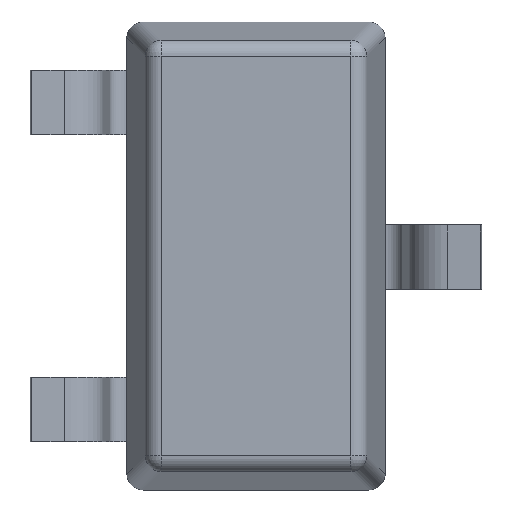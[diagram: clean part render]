
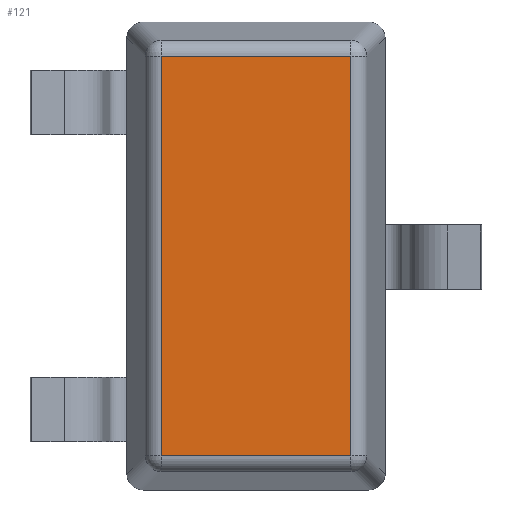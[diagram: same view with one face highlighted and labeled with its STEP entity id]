
A CAD part, front view. The second image highlights one B-rep face of the part: STEP entity #121.
In plain terms, the highlighted planar face has unit normal (0, -1, 0).
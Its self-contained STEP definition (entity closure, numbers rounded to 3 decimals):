
#4 = EDGE_CURVE ( 'NONE', #1582, #912, #744, .T. ) ;
#45 = PLANE ( 'NONE',  #538 ) ;
#121 = ADVANCED_FACE ( 'NONE', ( #1240 ), #45, .T. ) ;
#188 = CARTESIAN_POINT ( 'NONE',  ( -0.588, 0.15, -1.322 ) ) ;
#233 = DIRECTION ( 'NONE',  ( 0., 0., -1. ) ) ;
#332 = CARTESIAN_POINT ( 'NONE',  ( 0.588, 0.15, 1.322 ) ) ;
#522 = ORIENTED_EDGE ( 'NONE', *, *, #903, .T. ) ;
#538 = AXIS2_PLACEMENT_3D ( 'NONE', #651, #2165, #1779 ) ;
#651 = CARTESIAN_POINT ( 'NONE',  ( 0., 0.15, 0. ) ) ;
#664 = VERTEX_POINT ( 'NONE', #2382 ) ;
#744 = LINE ( 'NONE', #2297, #1326 ) ;
#768 = ORIENTED_EDGE ( 'NONE', *, *, #1656, .T. ) ;
#886 = LINE ( 'NONE', #332, #1200 ) ;
#903 = EDGE_CURVE ( 'NONE', #664, #1292, #2093, .T. ) ;
#912 = VERTEX_POINT ( 'NONE', #1152 ) ;
#1037 = VECTOR ( 'NONE', #1131, 1000. ) ;
#1080 = ORIENTED_EDGE ( 'NONE', *, *, #4, .T. ) ;
#1131 = DIRECTION ( 'NONE',  ( -1., 0., 0. ) ) ;
#1152 = CARTESIAN_POINT ( 'NONE',  ( 0.588, 0.15, -1.238 ) ) ;
#1192 = EDGE_CURVE ( 'NONE', #912, #664, #886, .T. ) ;
#1200 = VECTOR ( 'NONE', #2418, 1000. ) ;
#1240 = FACE_OUTER_BOUND ( 'NONE', #2487, .T. ) ;
#1292 = VERTEX_POINT ( 'NONE', #2227 ) ;
#1326 = VECTOR ( 'NONE', #1574, 1000. ) ;
#1357 = VECTOR ( 'NONE', #233, 1000. ) ;
#1574 = DIRECTION ( 'NONE',  ( 1., 0., 0. ) ) ;
#1576 = CARTESIAN_POINT ( 'NONE',  ( -0.588, 0.15, -1.238 ) ) ;
#1582 = VERTEX_POINT ( 'NONE', #1576 ) ;
#1656 = EDGE_CURVE ( 'NONE', #1292, #1582, #2324, .T. ) ;
#1779 = DIRECTION ( 'NONE',  ( 0., 0., -1. ) ) ;
#2093 = LINE ( 'NONE', #2514, #1037 ) ;
#2165 = DIRECTION ( 'NONE',  ( 0., -1., 0. ) ) ;
#2227 = CARTESIAN_POINT ( 'NONE',  ( -0.588, 0.15, 1.238 ) ) ;
#2297 = CARTESIAN_POINT ( 'NONE',  ( 0.672, 0.15, -1.238 ) ) ;
#2324 = LINE ( 'NONE', #188, #1357 ) ;
#2382 = CARTESIAN_POINT ( 'NONE',  ( 0.588, 0.15, 1.238 ) ) ;
#2418 = DIRECTION ( 'NONE',  ( 0., 0., 1. ) ) ;
#2449 = ORIENTED_EDGE ( 'NONE', *, *, #1192, .T. ) ;
#2487 = EDGE_LOOP ( 'NONE', ( #768, #1080, #2449, #522 ) ) ;
#2514 = CARTESIAN_POINT ( 'NONE',  ( -0.672, 0.15, 1.238 ) ) ;
